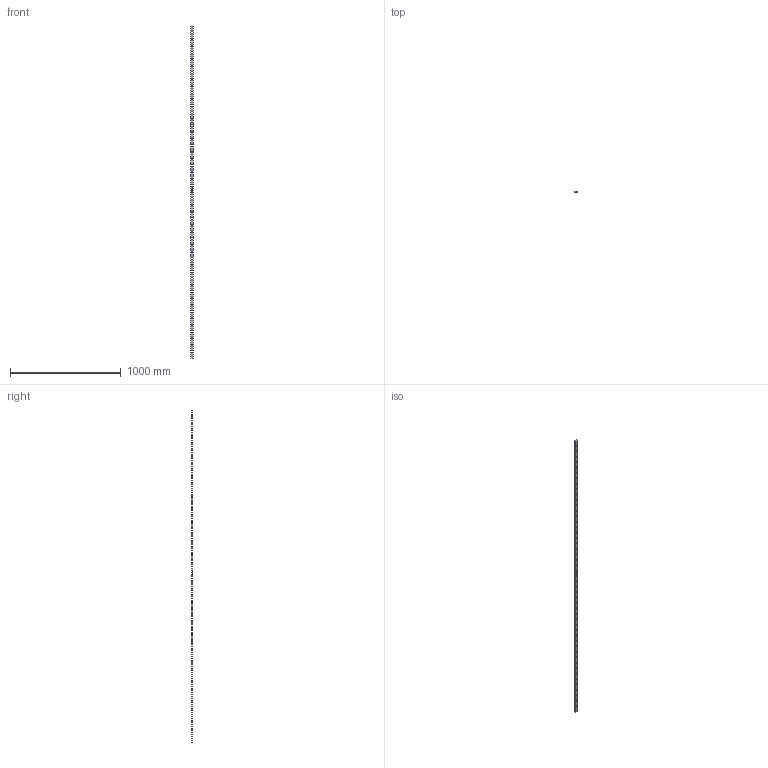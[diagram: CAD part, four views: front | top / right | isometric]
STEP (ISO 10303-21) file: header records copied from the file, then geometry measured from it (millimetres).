
FILE_DESCRIPTION (( 'STEP AP203' ), '1' );
FILE_NAME ('1549-83M.step', '2022-07-04T11:40:08', ( '' ), ( '' ), 'SwSTEP 2.0', 'SolidWorks 2018', '' );
FILE_SCHEMA (( 'CONFIG_CONTROL_DESIGN' ));
Length unit declared in the file: millimetre
Products named in the file (1): 1549-83M
Bounding box: 25 x 8 x 3000 mm (x, y, z)
Volume: 533751.1 mm3; surface area: 202233.9 mm2
Topology: 1 solids, 1 shells, 466 faces, 1320 edges, 880 vertices
Faces by surface type: plane 350, bspline 116
Entity records: 20369 total; most frequent: CARTESIAN_POINT 8791, ORIENTED_EDGE 2640, DIRECTION 1790, EDGE_CURVE 1320, LINE 1088, VECTOR 1088, VERTEX_POINT 880, EDGE_LOOP 588
